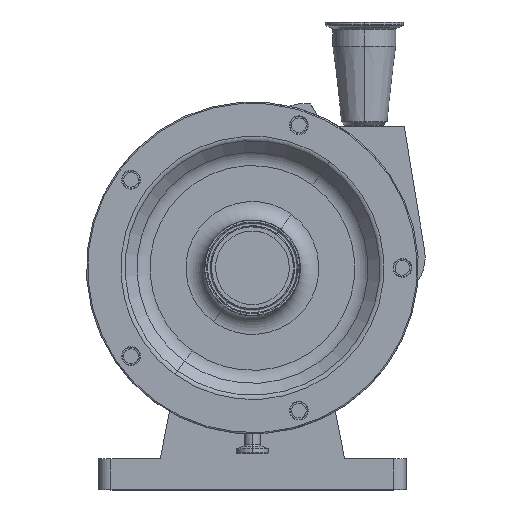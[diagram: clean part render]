
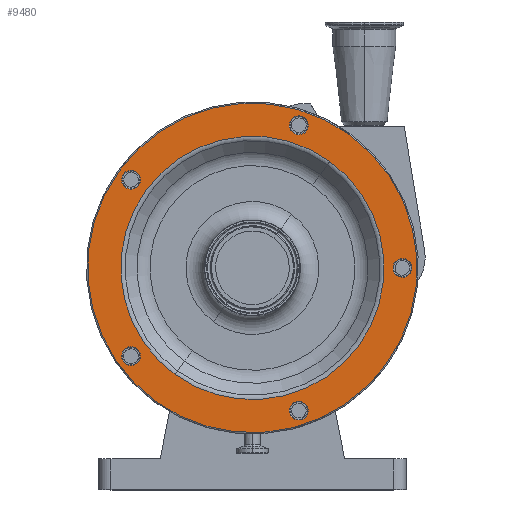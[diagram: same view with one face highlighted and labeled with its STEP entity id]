
A CAD part, top view. The second image highlights one B-rep face of the part: STEP entity #9480.
In plain terms, the highlighted planar face has unit normal (0, 0, 1).
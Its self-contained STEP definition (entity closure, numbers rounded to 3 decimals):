
#28 = AXIS2_PLACEMENT_3D ( 'NONE', #1079, #134, #5202 ) ;
#57 = AXIS2_PLACEMENT_3D ( 'NONE', #3860, #4487, #2883 ) ;
#115 = CIRCLE ( 'NONE', #780, 7.644 ) ;
#134 = DIRECTION ( 'NONE',  ( 0., 0., -1. ) ) ;
#216 = ORIENTED_EDGE ( 'NONE', *, *, #5734, .T. ) ;
#244 = CARTESIAN_POINT ( 'NONE',  ( -78.763, -108.408, 209.5 ) ) ;
#279 = EDGE_LOOP ( 'NONE', ( #3517, #4003 ) ) ;
#293 = AXIS2_PLACEMENT_3D ( 'NONE', #6254, #9462, #5453 ) ;
#305 = VERTEX_POINT ( 'NONE', #8523 ) ;
#399 = EDGE_LOOP ( 'NONE', ( #1494, #9174 ) ) ;
#469 = CIRCLE ( 'NONE', #6435, 107.071 ) ;
#571 = FACE_BOUND ( 'NONE', #399, .T. ) ;
#585 = CARTESIAN_POINT ( 'NONE',  ( -94.207, 77.894, 209.5 ) ) ;
#721 = DIRECTION ( 'NONE',  ( 0., 0., -1. ) ) ;
#735 = CARTESIAN_POINT ( 'NONE',  ( -103.193, 65.526, 209.5 ) ) ;
#738 = CARTESIAN_POINT ( 'NONE',  ( -94.207, -65.526, 209.5 ) ) ;
#780 = AXIS2_PLACEMENT_3D ( 'NONE', #8177, #3396, #4840 ) ;
#833 = ORIENTED_EDGE ( 'NONE', *, *, #7915, .T. ) ;
#848 = CARTESIAN_POINT ( 'NONE',  ( 0., 0., 209.5 ) ) ;
#852 = CARTESIAN_POINT ( 'NONE',  ( 37.7, 116.029, 209.5 ) ) ;
#933 = FACE_OUTER_BOUND ( 'NONE', #8887, .T. ) ;
#1011 = DIRECTION ( 'NONE',  ( 0., 0., -1. ) ) ;
#1079 = CARTESIAN_POINT ( 'NONE',  ( -98.7, -71.71, 209.5 ) ) ;
#1156 = DIRECTION ( 'NONE',  ( 0., 0., -1. ) ) ;
#1398 = EDGE_CURVE ( 'NONE', #3165, #8510, #9217, .T. ) ;
#1434 = CARTESIAN_POINT ( 'NONE',  ( 37.7, -116.029, 209.5 ) ) ;
#1494 = ORIENTED_EDGE ( 'NONE', *, *, #7353, .T. ) ;
#1684 = CARTESIAN_POINT ( 'NONE',  ( -108.408, 78.763, 209.5 ) ) ;
#1822 = AXIS2_PLACEMENT_3D ( 'NONE', #1684, #8078, #9645 ) ;
#1838 = VERTEX_POINT ( 'NONE', #6025 ) ;
#1875 = AXIS2_PLACEMENT_3D ( 'NONE', #3520, #1156, #2671 ) ;
#2044 = VERTEX_POINT ( 'NONE', #585 ) ;
#2102 = CIRCLE ( 'NONE', #6363, 7.644 ) ;
#2379 = EDGE_CURVE ( 'NONE', #8510, #3165, #9212, .T. ) ;
#2505 = ORIENTED_EDGE ( 'NONE', *, *, #2717, .T. ) ;
#2631 = CIRCLE ( 'NONE', #8068, 7.644 ) ;
#2671 = DIRECTION ( 'NONE',  ( -0.588, -0.809, 0. ) ) ;
#2717 = EDGE_CURVE ( 'NONE', #1838, #8574, #2102, .T. ) ;
#2883 = DIRECTION ( 'NONE',  ( -0.588, -0.809, 0. ) ) ;
#3051 = VERTEX_POINT ( 'NONE', #738 ) ;
#3081 = CIRCLE ( 'NONE', #5640, 134. ) ;
#3165 = VERTEX_POINT ( 'NONE', #4732 ) ;
#3188 = PLANE ( 'NONE',  #1822 ) ;
#3199 = DIRECTION ( 'NONE',  ( -0.588, -0.809, 0. ) ) ;
#3231 = DIRECTION ( 'NONE',  ( 0., 0., -1. ) ) ;
#3320 = DIRECTION ( 'NONE',  ( 0., 0., -1. ) ) ;
#3335 = CIRCLE ( 'NONE', #5890, 7.644 ) ;
#3396 = DIRECTION ( 'NONE',  ( 0., 0., -1. ) ) ;
#3415 = EDGE_CURVE ( 'NONE', #8817, #5437, #9240, .T. ) ;
#3517 = ORIENTED_EDGE ( 'NONE', *, *, #6637, .T. ) ;
#3520 = CARTESIAN_POINT ( 'NONE',  ( 37.7, 116.029, 209.5 ) ) ;
#3834 = FACE_BOUND ( 'NONE', #7880, .T. ) ;
#3860 = CARTESIAN_POINT ( 'NONE',  ( 122., 0., 209.5 ) ) ;
#3889 = DIRECTION ( 'NONE',  ( -0.588, -0.809, 0. ) ) ;
#3927 = VERTEX_POINT ( 'NONE', #7463 ) ;
#3945 = DIRECTION ( 'NONE',  ( 0., 0., -1. ) ) ;
#4003 = ORIENTED_EDGE ( 'NONE', *, *, #9896, .T. ) ;
#4084 = FACE_BOUND ( 'NONE', #279, .T. ) ;
#4114 = DIRECTION ( 'NONE',  ( -0.588, -0.809, 0. ) ) ;
#4121 = VERTEX_POINT ( 'NONE', #735 ) ;
#4198 = FACE_BOUND ( 'NONE', #4333, .T. ) ;
#4246 = CARTESIAN_POINT ( 'NONE',  ( -98.7, 71.71, 209.5 ) ) ;
#4249 = ORIENTED_EDGE ( 'NONE', *, *, #6424, .T. ) ;
#4252 = CARTESIAN_POINT ( 'NONE',  ( 33.207, -122.213, 209.5 ) ) ;
#4333 = EDGE_LOOP ( 'NONE', ( #9721, #4933 ) ) ;
#4470 = EDGE_CURVE ( 'NONE', #5437, #8817, #3081, .T. ) ;
#4487 = DIRECTION ( 'NONE',  ( 0., 0., -1. ) ) ;
#4657 = DIRECTION ( 'NONE',  ( -0.588, -0.809, 0. ) ) ;
#4732 = CARTESIAN_POINT ( 'NONE',  ( 126.493, 6.184, 209.5 ) ) ;
#4840 = DIRECTION ( 'NONE',  ( -0.588, -0.809, 0. ) ) ;
#4933 = ORIENTED_EDGE ( 'NONE', *, *, #9560, .T. ) ;
#4968 = AXIS2_PLACEMENT_3D ( 'NONE', #1434, #3945, #3199 ) ;
#4981 = ORIENTED_EDGE ( 'NONE', *, *, #4470, .F. ) ;
#5019 = VERTEX_POINT ( 'NONE', #8838 ) ;
#5042 = CARTESIAN_POINT ( 'NONE',  ( -62.935, -86.622, 209.5 ) ) ;
#5055 = DIRECTION ( 'NONE',  ( -0.588, -0.809, 0. ) ) ;
#5060 = CARTESIAN_POINT ( 'NONE',  ( 78.763, 108.408, 209.5 ) ) ;
#5202 = DIRECTION ( 'NONE',  ( -0.588, -0.809, 0. ) ) ;
#5437 = VERTEX_POINT ( 'NONE', #244 ) ;
#5453 = DIRECTION ( 'NONE',  ( -0.588, -0.809, 0. ) ) ;
#5598 = CARTESIAN_POINT ( 'NONE',  ( 117.507, -6.184, 209.5 ) ) ;
#5632 = CIRCLE ( 'NONE', #1875, 7.644 ) ;
#5640 = AXIS2_PLACEMENT_3D ( 'NONE', #8605, #9235, #9333 ) ;
#5734 = EDGE_CURVE ( 'NONE', #8574, #1838, #6669, .T. ) ;
#5890 = AXIS2_PLACEMENT_3D ( 'NONE', #4246, #8330, #10009 ) ;
#5960 = CIRCLE ( 'NONE', #28, 7.644 ) ;
#6025 = CARTESIAN_POINT ( 'NONE',  ( 42.193, -109.845, 209.5 ) ) ;
#6052 = CARTESIAN_POINT ( 'NONE',  ( 0., 0., 209.5 ) ) ;
#6229 = CIRCLE ( 'NONE', #6755, 107.071 ) ;
#6254 = CARTESIAN_POINT ( 'NONE',  ( -98.7, -71.71, 209.5 ) ) ;
#6256 = CARTESIAN_POINT ( 'NONE',  ( 37.7, -116.029, 209.5 ) ) ;
#6363 = AXIS2_PLACEMENT_3D ( 'NONE', #6256, #9511, #4657 ) ;
#6424 = EDGE_CURVE ( 'NONE', #3051, #305, #8120, .T. ) ;
#6435 = AXIS2_PLACEMENT_3D ( 'NONE', #9397, #3231, #6535 ) ;
#6436 = FACE_BOUND ( 'NONE', #10363, .T. ) ;
#6520 = AXIS2_PLACEMENT_3D ( 'NONE', #8910, #721, #3889 ) ;
#6535 = DIRECTION ( 'NONE',  ( -0.588, -0.809, 0. ) ) ;
#6637 = EDGE_CURVE ( 'NONE', #7036, #5019, #469, .T. ) ;
#6669 = CIRCLE ( 'NONE', #4968, 7.644 ) ;
#6755 = AXIS2_PLACEMENT_3D ( 'NONE', #848, #1011, #4114 ) ;
#6842 = DIRECTION ( 'NONE',  ( 0., 0., -1. ) ) ;
#7036 = VERTEX_POINT ( 'NONE', #5042 ) ;
#7049 = ORIENTED_EDGE ( 'NONE', *, *, #2379, .T. ) ;
#7065 = CARTESIAN_POINT ( 'NONE',  ( 42.193, 122.213, 209.5 ) ) ;
#7353 = EDGE_CURVE ( 'NONE', #7585, #3927, #5632, .T. ) ;
#7463 = CARTESIAN_POINT ( 'NONE',  ( 33.207, 109.845, 209.5 ) ) ;
#7585 = VERTEX_POINT ( 'NONE', #7065 ) ;
#7880 = EDGE_LOOP ( 'NONE', ( #9639, #7049 ) ) ;
#7915 = EDGE_CURVE ( 'NONE', #305, #3051, #5960, .T. ) ;
#8024 = FACE_BOUND ( 'NONE', #8351, .T. ) ;
#8068 = AXIS2_PLACEMENT_3D ( 'NONE', #852, #3320, #9044 ) ;
#8078 = DIRECTION ( 'NONE',  ( 0., 0., -1. ) ) ;
#8120 = CIRCLE ( 'NONE', #293, 7.644 ) ;
#8177 = CARTESIAN_POINT ( 'NONE',  ( -98.7, 71.71, 209.5 ) ) ;
#8330 = DIRECTION ( 'NONE',  ( 0., 0., -1. ) ) ;
#8351 = EDGE_LOOP ( 'NONE', ( #4249, #833 ) ) ;
#8465 = ORIENTED_EDGE ( 'NONE', *, *, #3415, .F. ) ;
#8510 = VERTEX_POINT ( 'NONE', #5598 ) ;
#8523 = CARTESIAN_POINT ( 'NONE',  ( -103.193, -77.894, 209.5 ) ) ;
#8574 = VERTEX_POINT ( 'NONE', #4252 ) ;
#8605 = CARTESIAN_POINT ( 'NONE',  ( 0., 0., 209.5 ) ) ;
#8725 = AXIS2_PLACEMENT_3D ( 'NONE', #6052, #6842, #5055 ) ;
#8817 = VERTEX_POINT ( 'NONE', #5060 ) ;
#8838 = CARTESIAN_POINT ( 'NONE',  ( 62.935, 86.622, 209.5 ) ) ;
#8887 = EDGE_LOOP ( 'NONE', ( #4981, #8465 ) ) ;
#8910 = CARTESIAN_POINT ( 'NONE',  ( 122., 0., 209.5 ) ) ;
#8932 = EDGE_CURVE ( 'NONE', #2044, #4121, #3335, .T. ) ;
#9044 = DIRECTION ( 'NONE',  ( -0.588, -0.809, 0. ) ) ;
#9174 = ORIENTED_EDGE ( 'NONE', *, *, #10413, .T. ) ;
#9212 = CIRCLE ( 'NONE', #6520, 7.644 ) ;
#9217 = CIRCLE ( 'NONE', #57, 7.644 ) ;
#9235 = DIRECTION ( 'NONE',  ( 0., 0., -1. ) ) ;
#9240 = CIRCLE ( 'NONE', #8725, 134. ) ;
#9333 = DIRECTION ( 'NONE',  ( -0.588, -0.809, 0. ) ) ;
#9397 = CARTESIAN_POINT ( 'NONE',  ( 0., 0., 209.5 ) ) ;
#9462 = DIRECTION ( 'NONE',  ( 0., 0., -1. ) ) ;
#9480 = ADVANCED_FACE ( 'NONE', ( #571, #3834, #6436, #8024, #4198, #933, #4084 ), #3188, .F. ) ;
#9511 = DIRECTION ( 'NONE',  ( 0., 0., -1. ) ) ;
#9560 = EDGE_CURVE ( 'NONE', #4121, #2044, #115, .T. ) ;
#9639 = ORIENTED_EDGE ( 'NONE', *, *, #1398, .T. ) ;
#9645 = DIRECTION ( 'NONE',  ( -0.588, -0.809, 0. ) ) ;
#9721 = ORIENTED_EDGE ( 'NONE', *, *, #8932, .T. ) ;
#9896 = EDGE_CURVE ( 'NONE', #5019, #7036, #6229, .T. ) ;
#10009 = DIRECTION ( 'NONE',  ( -0.588, -0.809, 0. ) ) ;
#10363 = EDGE_LOOP ( 'NONE', ( #2505, #216 ) ) ;
#10413 = EDGE_CURVE ( 'NONE', #3927, #7585, #2631, .T. ) ;
